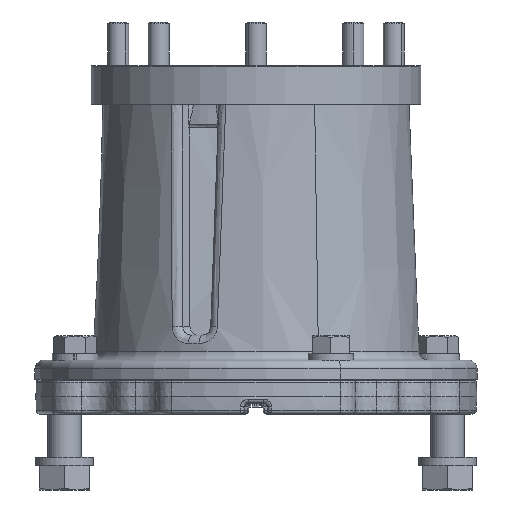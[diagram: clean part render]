
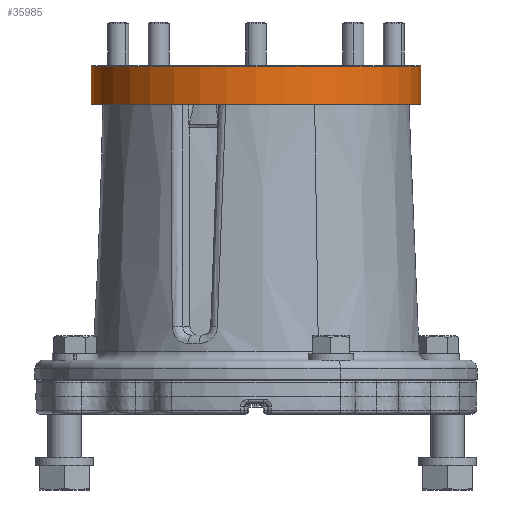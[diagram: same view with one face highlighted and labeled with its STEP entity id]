
A CAD part, front view. The second image highlights one B-rep face of the part: STEP entity #35985.
In plain terms, the highlighted cylindrical face has radius 62.865 mm (diameter 125.73 mm), a partial arc.
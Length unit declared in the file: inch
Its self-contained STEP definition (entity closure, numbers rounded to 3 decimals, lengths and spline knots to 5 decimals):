
#1190 = LINE ( 'NONE', #13203, #13280 ) ;
#2665 = AXIS2_PLACEMENT_3D ( 'NONE', #7323, #19319, #31339 ) ;
#3039 = ORIENTED_EDGE ( 'NONE', *, *, #12459, .T. ) ;
#3934 = VECTOR ( 'NONE', #31882, 39.37008 ) ;
#5017 = CARTESIAN_POINT ( 'NONE',  ( 2.475, 0., 4.955 ) ) ;
#5112 = DIRECTION ( 'NONE',  ( -1., 0., 0. ) ) ;
#6894 = VERTEX_POINT ( 'NONE', #5017 ) ;
#7323 = CARTESIAN_POINT ( 'NONE',  ( 0., 0., 4.955 ) ) ;
#7838 = LINE ( 'NONE', #19851, #3934 ) ;
#10997 = CARTESIAN_POINT ( 'NONE',  ( 0., 0., 4.38 ) ) ;
#12459 = EDGE_CURVE ( 'NONE', #6894, #36958, #19643, .T. ) ;
#13203 = CARTESIAN_POINT ( 'NONE',  ( 2.475, 0., 4.38 ) ) ;
#13280 = VECTOR ( 'NONE', #25212, 39.37008 ) ;
#16530 = EDGE_LOOP ( 'NONE', ( #24384, #27204, #31044, #3039 ) ) ;
#16566 = AXIS2_PLACEMENT_3D ( 'NONE', #20057, #32097, #5112 ) ;
#16805 = VERTEX_POINT ( 'NONE', #23986 ) ;
#18858 = VERTEX_POINT ( 'NONE', #38440 ) ;
#19117 = CARTESIAN_POINT ( 'NONE',  ( -2.475, 0., 4.955 ) ) ;
#19319 = DIRECTION ( 'NONE',  ( 0., 0., -1. ) ) ;
#19643 = CIRCLE ( 'NONE', #2665, 2.475 ) ;
#19851 = CARTESIAN_POINT ( 'NONE',  ( -2.475, 0., 4.38 ) ) ;
#20057 = CARTESIAN_POINT ( 'NONE',  ( 0., 0., 4.385 ) ) ;
#22226 = EDGE_CURVE ( 'NONE', #16805, #36958, #7838, .T. ) ;
#22987 = DIRECTION ( 'NONE',  ( 0., 0., 1. ) ) ;
#23010 = EDGE_CURVE ( 'NONE', #16805, #18858, #28543, .T. ) ;
#23986 = CARTESIAN_POINT ( 'NONE',  ( -2.475, 0., 4.385 ) ) ;
#24384 = ORIENTED_EDGE ( 'NONE', *, *, #22226, .F. ) ;
#25212 = DIRECTION ( 'NONE',  ( 0., 0., 1. ) ) ;
#25940 = FACE_OUTER_BOUND ( 'NONE', #16530, .T. ) ;
#27204 = ORIENTED_EDGE ( 'NONE', *, *, #23010, .T. ) ;
#27612 = EDGE_CURVE ( 'NONE', #18858, #6894, #1190, .T. ) ;
#28543 = CIRCLE ( 'NONE', #16566, 2.475 ) ;
#31044 = ORIENTED_EDGE ( 'NONE', *, *, #27612, .T. ) ;
#31339 = DIRECTION ( 'NONE',  ( -1., 0., 0. ) ) ;
#31882 = DIRECTION ( 'NONE',  ( 0., 0., 1. ) ) ;
#32097 = DIRECTION ( 'NONE',  ( 0., 0., 1. ) ) ;
#34996 = DIRECTION ( 'NONE',  ( 1., 0., 0. ) ) ;
#35985 = ADVANCED_FACE ( 'NONE', ( #25940 ), #37964, .T. ) ;
#36958 = VERTEX_POINT ( 'NONE', #19117 ) ;
#37964 = CYLINDRICAL_SURFACE ( 'NONE', #38256, 2.475 ) ;
#38256 = AXIS2_PLACEMENT_3D ( 'NONE', #10997, #22987, #34996 ) ;
#38440 = CARTESIAN_POINT ( 'NONE',  ( 2.475, 0., 4.385 ) ) ;
